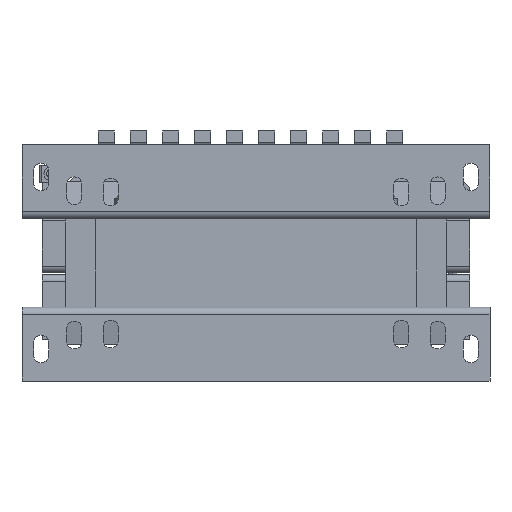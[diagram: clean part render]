
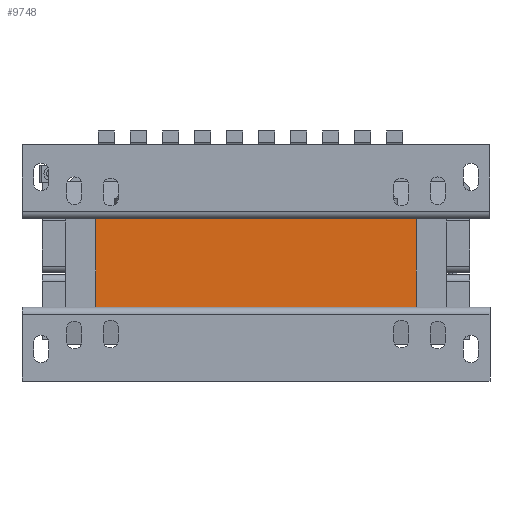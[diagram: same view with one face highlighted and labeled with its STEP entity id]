
A CAD part, front view. The second image highlights one B-rep face of the part: STEP entity #9748.
In plain terms, the highlighted planar face has unit normal (0, -1, 0).
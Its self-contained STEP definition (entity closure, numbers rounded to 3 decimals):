
#522 = DIRECTION ( 'NONE',  ( 1., 0., 0. ) ) ;
#883 = LINE ( 'NONE', #18053, #15614 ) ;
#1223 = CARTESIAN_POINT ( 'NONE',  ( 75., -75.001, -20.75 ) ) ;
#2077 = DIRECTION ( 'NONE',  ( 1., 0., 0. ) ) ;
#3878 = ORIENTED_EDGE ( 'NONE', *, *, #10300, .T. ) ;
#4915 = CARTESIAN_POINT ( 'NONE',  ( 75., -75.001, 20.75 ) ) ;
#5263 = ORIENTED_EDGE ( 'NONE', *, *, #7038, .F. ) ;
#5333 = ORIENTED_EDGE ( 'NONE', *, *, #24560, .F. ) ;
#6404 = ORIENTED_EDGE ( 'NONE', *, *, #24321, .T. ) ;
#7038 = EDGE_CURVE ( 'NONE', #10376, #18006, #19954, .T. ) ;
#7166 = DIRECTION ( 'NONE',  ( 0., 0., -1. ) ) ;
#7303 = FACE_OUTER_BOUND ( 'NONE', #25308, .T. ) ;
#8484 = PLANE ( 'NONE',  #23015 ) ;
#8656 = DIRECTION ( 'NONE',  ( 0., 0., 1. ) ) ;
#9169 = VECTOR ( 'NONE', #7166, 1000. ) ;
#9748 = ADVANCED_FACE ( 'NONE', ( #7303 ), #8484, .F. ) ;
#10300 = EDGE_CURVE ( 'NONE', #20157, #18006, #20073, .T. ) ;
#10376 = VERTEX_POINT ( 'NONE', #4915 ) ;
#10771 = CARTESIAN_POINT ( 'NONE',  ( 75., -75.001, 20.75 ) ) ;
#11106 = LINE ( 'NONE', #11288, #9169 ) ;
#11288 = CARTESIAN_POINT ( 'NONE',  ( -75., -75.001, 20.75 ) ) ;
#12626 = DIRECTION ( 'NONE',  ( 0., 1., 0. ) ) ;
#13578 = VECTOR ( 'NONE', #24714, 1000. ) ;
#15614 = VECTOR ( 'NONE', #2077, 1000. ) ;
#17164 = CARTESIAN_POINT ( 'NONE',  ( -75., -75.001, 20.75 ) ) ;
#18006 = VERTEX_POINT ( 'NONE', #1223 ) ;
#18053 = CARTESIAN_POINT ( 'NONE',  ( -75., -75.001, 20.75 ) ) ;
#18465 = VECTOR ( 'NONE', #522, 1000. ) ;
#18818 = CARTESIAN_POINT ( 'NONE',  ( -75., -75.001, -20.75 ) ) ;
#18843 = CARTESIAN_POINT ( 'NONE',  ( -75., -75.001, 20.75 ) ) ;
#19604 = VERTEX_POINT ( 'NONE', #17164 ) ;
#19954 = LINE ( 'NONE', #10771, #13578 ) ;
#20073 = LINE ( 'NONE', #20903, #18465 ) ;
#20157 = VERTEX_POINT ( 'NONE', #18818 ) ;
#20903 = CARTESIAN_POINT ( 'NONE',  ( -75., -75.001, -20.75 ) ) ;
#23015 = AXIS2_PLACEMENT_3D ( 'NONE', #18843, #12626, #8656 ) ;
#24321 = EDGE_CURVE ( 'NONE', #19604, #20157, #11106, .T. ) ;
#24560 = EDGE_CURVE ( 'NONE', #19604, #10376, #883, .T. ) ;
#24714 = DIRECTION ( 'NONE',  ( 0., 0., -1. ) ) ;
#25308 = EDGE_LOOP ( 'NONE', ( #3878, #5263, #5333, #6404 ) ) ;
